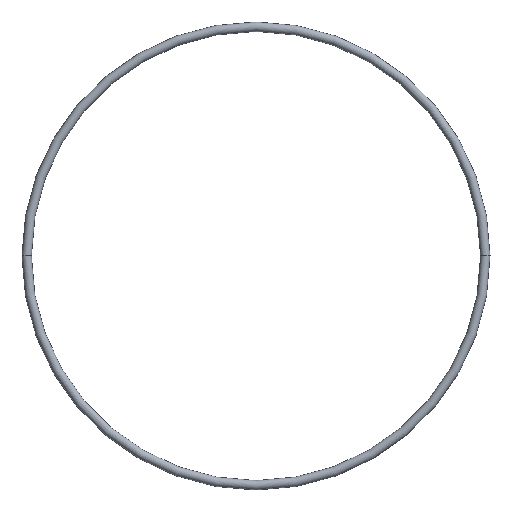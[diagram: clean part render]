
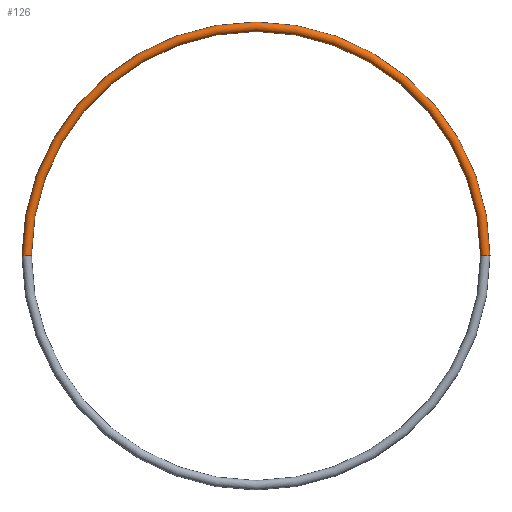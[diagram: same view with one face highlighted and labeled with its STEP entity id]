
A CAD part, top view. The second image highlights one B-rep face of the part: STEP entity #126.
In plain terms, the highlighted toroidal (fillet/blend) face has major radius 129.165 mm and minor radius 2.665 mm.
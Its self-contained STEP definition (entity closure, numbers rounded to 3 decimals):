
#4 = CARTESIAN_POINT ( 'NONE',  ( 129.165, 0., 0. ) ) ;
#7 = CIRCLE ( 'NONE', #42, 2.665 ) ;
#8 = EDGE_LOOP ( 'NONE', ( #84, #16, #96, #110 ) ) ;
#16 = ORIENTED_EDGE ( 'NONE', *, *, #43, .F. ) ;
#27 = DIRECTION ( 'NONE',  ( 0., -1., 0. ) ) ;
#32 = DIRECTION ( 'NONE',  ( -1., 0., 0. ) ) ;
#35 = FACE_OUTER_BOUND ( 'NONE', #8, .T. ) ;
#36 = DIRECTION ( 'NONE',  ( -1., 0., 0. ) ) ;
#39 = CARTESIAN_POINT ( 'NONE',  ( -129.165, 0., 0. ) ) ;
#40 = VERTEX_POINT ( 'NONE', #48 ) ;
#42 = AXIS2_PLACEMENT_3D ( 'NONE', #39, #27, #113 ) ;
#43 = EDGE_CURVE ( 'NONE', #40, #47, #7, .T. ) ;
#46 = CARTESIAN_POINT ( 'NONE',  ( 0., 0., 0. ) ) ;
#47 = VERTEX_POINT ( 'NONE', #125 ) ;
#48 = CARTESIAN_POINT ( 'NONE',  ( -126.5, 0., 0. ) ) ;
#50 = AXIS2_PLACEMENT_3D ( 'NONE', #4, #70, #154 ) ;
#53 = CIRCLE ( 'NONE', #50, 2.665 ) ;
#66 = TOROIDAL_SURFACE ( 'NONE', #112, 129.165, 2.665 ) ;
#67 = EDGE_CURVE ( 'NONE', #40, #102, #122, .T. ) ;
#70 = DIRECTION ( 'NONE',  ( 0., 1., 0. ) ) ;
#81 = VERTEX_POINT ( 'NONE', #98 ) ;
#83 = DIRECTION ( 'NONE',  ( 0., 0., -1. ) ) ;
#84 = ORIENTED_EDGE ( 'NONE', *, *, #139, .F. ) ;
#92 = DIRECTION ( 'NONE',  ( 0., 0., -1. ) ) ;
#96 = ORIENTED_EDGE ( 'NONE', *, *, #67, .T. ) ;
#98 = CARTESIAN_POINT ( 'NONE',  ( 131.83, 0., 0. ) ) ;
#102 = VERTEX_POINT ( 'NONE', #108 ) ;
#103 = CIRCLE ( 'NONE', #117, 131.83 ) ;
#108 = CARTESIAN_POINT ( 'NONE',  ( 126.5, 0., 0. ) ) ;
#110 = ORIENTED_EDGE ( 'NONE', *, *, #130, .T. ) ;
#111 = CARTESIAN_POINT ( 'NONE',  ( 0., 0., 0. ) ) ;
#112 = AXIS2_PLACEMENT_3D ( 'NONE', #124, #92, #32 ) ;
#113 = DIRECTION ( 'NONE',  ( 0., 0., -1. ) ) ;
#117 = AXIS2_PLACEMENT_3D ( 'NONE', #46, #123, #36 ) ;
#122 = CIRCLE ( 'NONE', #150, 126.5 ) ;
#123 = DIRECTION ( 'NONE',  ( 0., 0., -1. ) ) ;
#124 = CARTESIAN_POINT ( 'NONE',  ( 0., 0., 0. ) ) ;
#125 = CARTESIAN_POINT ( 'NONE',  ( -131.83, 0., 0. ) ) ;
#126 = ADVANCED_FACE ( 'NONE', ( #35 ), #66, .T. ) ;
#130 = EDGE_CURVE ( 'NONE', #102, #81, #53, .T. ) ;
#139 = EDGE_CURVE ( 'NONE', #47, #81, #103, .T. ) ;
#147 = DIRECTION ( 'NONE',  ( -1., 0., 0. ) ) ;
#150 = AXIS2_PLACEMENT_3D ( 'NONE', #111, #83, #147 ) ;
#154 = DIRECTION ( 'NONE',  ( -1., 0., 0. ) ) ;
